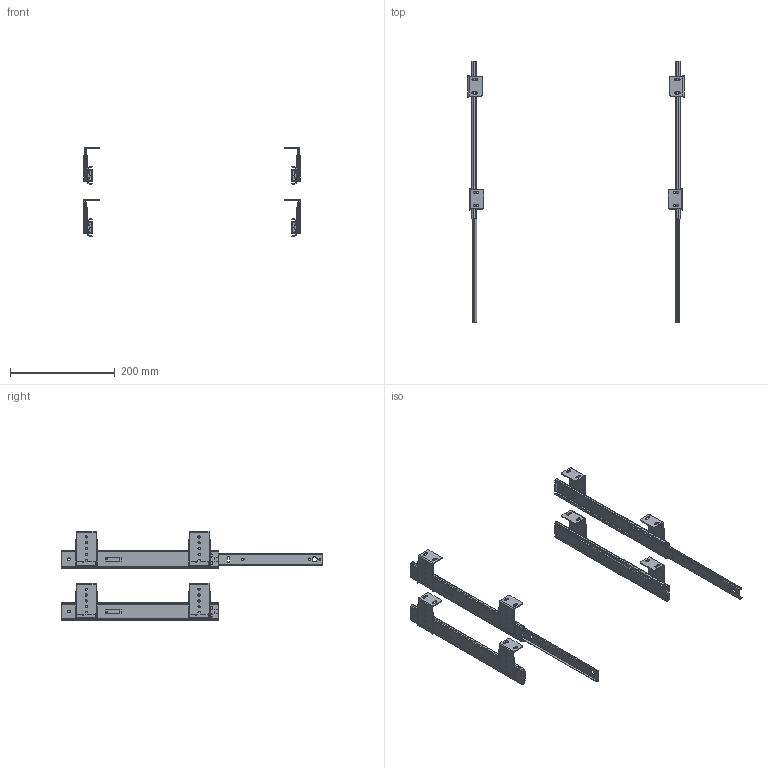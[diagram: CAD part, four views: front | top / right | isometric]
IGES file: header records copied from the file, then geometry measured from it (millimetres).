
Start section: SolidWorks IGES file using analytic representation for surfaces
Global section: file name: TSS3513RAW-300mm.IGS; native system: SolidWorks 2021; preprocessor: SolidWorks 2021; author: mFritsch; date: 221117.131654; units: millimetre
Bounding box: 415.3 x 500.8 x 171.58 mm (x, y, z)
Surface area: 295354.7 mm2 (no closed solid volume)
Topology: 0 solids, 0 shells, 1144 faces, 18456 edges, 18456 vertices
Faces by surface type: revolution 584, bspline 560
